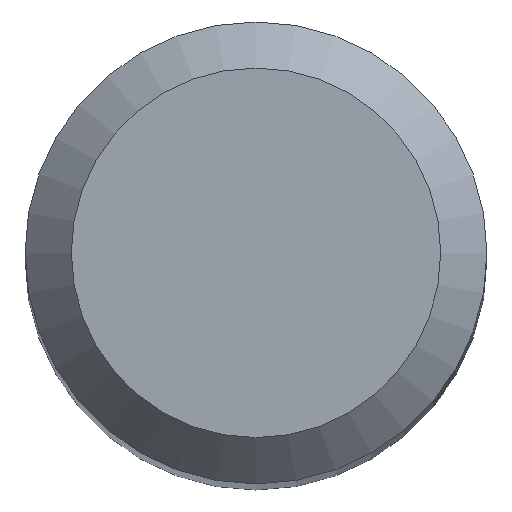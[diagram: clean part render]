
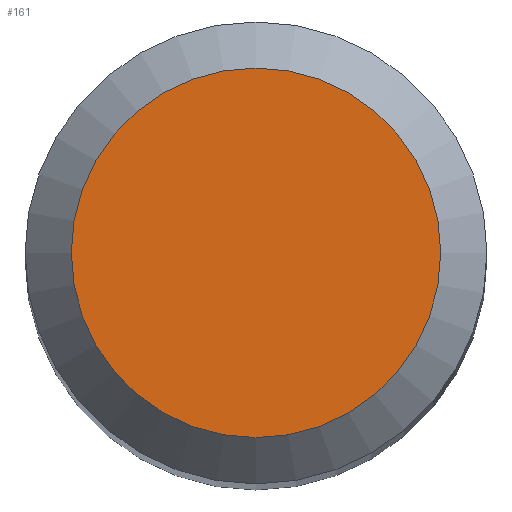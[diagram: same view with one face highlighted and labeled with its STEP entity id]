
A CAD part, top view. The second image highlights one B-rep face of the part: STEP entity #161.
In plain terms, the highlighted planar face has unit normal (0, 0, 1).
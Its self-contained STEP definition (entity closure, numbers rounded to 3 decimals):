
#3 = AXIS2_PLACEMENT_3D ( 'NONE', #29, #208, #22 ) ;
#4 = DIRECTION ( 'NONE',  ( 0., 1., 0. ) ) ;
#11 = EDGE_CURVE ( 'NONE', #192, #192, #54, .T. ) ;
#22 = DIRECTION ( 'NONE',  ( 0., 1., 0. ) ) ;
#29 = CARTESIAN_POINT ( 'NONE',  ( 0., 0., 35. ) ) ;
#54 = CIRCLE ( 'NONE', #174, 1.6 ) ;
#108 = EDGE_LOOP ( 'NONE', ( #166 ) ) ;
#116 = PLANE ( 'NONE',  #3 ) ;
#122 = CARTESIAN_POINT ( 'NONE',  ( 0., 1.6, 35. ) ) ;
#150 = DIRECTION ( 'NONE',  ( 0., 0., -1. ) ) ;
#156 = CARTESIAN_POINT ( 'NONE',  ( 0., 0., 35. ) ) ;
#161 = ADVANCED_FACE ( 'NONE', ( #171 ), #116, .F. ) ;
#166 = ORIENTED_EDGE ( 'NONE', *, *, #11, .F. ) ;
#171 = FACE_OUTER_BOUND ( 'NONE', #108, .T. ) ;
#174 = AXIS2_PLACEMENT_3D ( 'NONE', #156, #150, #4 ) ;
#192 = VERTEX_POINT ( 'NONE', #122 ) ;
#208 = DIRECTION ( 'NONE',  ( 0., 0., -1. ) ) ;
